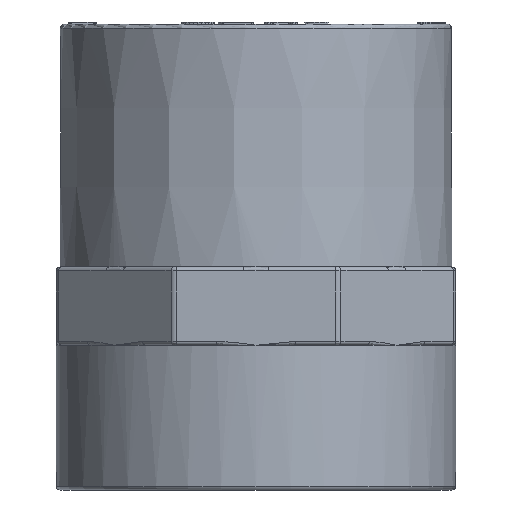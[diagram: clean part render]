
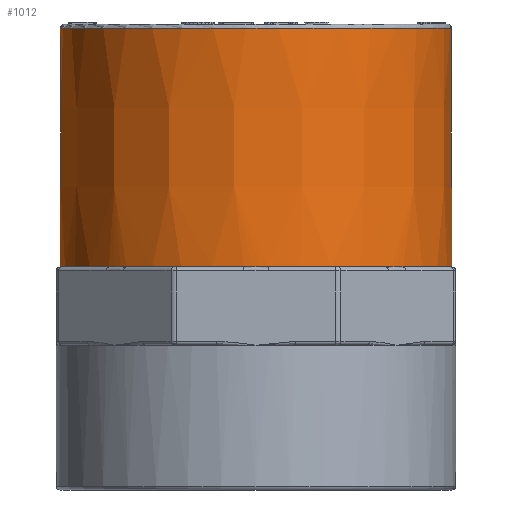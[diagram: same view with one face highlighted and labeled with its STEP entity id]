
A CAD part, left-side view. The second image highlights one B-rep face of the part: STEP entity #1012.
In plain terms, the highlighted conical face has half-angle 0.092 degrees and reference radius 25.05 mm.
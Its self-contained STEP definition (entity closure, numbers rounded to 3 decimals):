
#92=CONICAL_SURFACE('',#15472,25.05,0.092);
#1012=ADVANCED_FACE('',(#4359,#4360),#92,.T.);
#4177=CIRCLE('',#15395,25.05);
#4179=CIRCLE('',#15398,25.05);
#4181=CIRCLE('',#15401,25.05);
#4183=CIRCLE('',#15404,25.05);
#4185=CIRCLE('',#15407,25.05);
#4187=CIRCLE('',#15410,25.05);
#4189=CIRCLE('',#15413,25.05);
#4193=CIRCLE('',#15422,25.001);
#4217=CIRCLE('',#15452,25.05);
#4222=CIRCLE('',#15464,25.05);
#4223=CIRCLE('',#15465,25.05);
#4224=CIRCLE('',#15466,25.05);
#4225=CIRCLE('',#15467,25.05);
#4226=CIRCLE('',#15468,25.05);
#4227=CIRCLE('',#15469,25.05);
#4228=CIRCLE('',#15470,25.05);
#4229=CIRCLE('',#15471,25.05);
#4359=FACE_BOUND('',#4452,.T.);
#4360=FACE_BOUND('',#4453,.T.);
#4452=EDGE_LOOP('',(#5936));
#4453=EDGE_LOOP('',(#5937,#5938,#5939,#5940,#5941,#5942,#5943,#5944,#5945,
#5946,#5947,#5948,#5949,#5950,#5951,#5952));
#5936=ORIENTED_EDGE('',*,*,#12155,.T.);
#5937=ORIENTED_EDGE('',*,*,#12098,.T.);
#5938=ORIENTED_EDGE('',*,*,#12204,.T.);
#5939=ORIENTED_EDGE('',*,*,#12102,.T.);
#5940=ORIENTED_EDGE('',*,*,#12205,.T.);
#5941=ORIENTED_EDGE('',*,*,#12106,.T.);
#5942=ORIENTED_EDGE('',*,*,#12206,.T.);
#5943=ORIENTED_EDGE('',*,*,#12110,.T.);
#5944=ORIENTED_EDGE('',*,*,#12207,.T.);
#5945=ORIENTED_EDGE('',*,*,#12114,.T.);
#5946=ORIENTED_EDGE('',*,*,#12208,.T.);
#5947=ORIENTED_EDGE('',*,*,#12180,.T.);
#5948=ORIENTED_EDGE('',*,*,#12209,.T.);
#5949=ORIENTED_EDGE('',*,*,#12090,.T.);
#5950=ORIENTED_EDGE('',*,*,#12210,.T.);
#5951=ORIENTED_EDGE('',*,*,#12094,.T.);
#5952=ORIENTED_EDGE('',*,*,#12211,.T.);
#10531=VERTEX_POINT('',#22275);
#10532=VERTEX_POINT('',#22276);
#10535=VERTEX_POINT('',#22284);
#10536=VERTEX_POINT('',#22285);
#10539=VERTEX_POINT('',#22293);
#10540=VERTEX_POINT('',#22294);
#10543=VERTEX_POINT('',#22302);
#10544=VERTEX_POINT('',#22303);
#10547=VERTEX_POINT('',#22311);
#10548=VERTEX_POINT('',#22312);
#10551=VERTEX_POINT('',#22320);
#10552=VERTEX_POINT('',#22321);
#10555=VERTEX_POINT('',#22329);
#10556=VERTEX_POINT('',#22330);
#10594=VERTEX_POINT('',#24932);
#10606=VERTEX_POINT('',#24974);
#10607=VERTEX_POINT('',#24976);
#12090=EDGE_CURVE('',#10531,#10532,#4177,.T.);
#12094=EDGE_CURVE('',#10535,#10536,#4179,.T.);
#12098=EDGE_CURVE('',#10539,#10540,#4181,.T.);
#12102=EDGE_CURVE('',#10543,#10544,#4183,.T.);
#12106=EDGE_CURVE('',#10547,#10548,#4185,.T.);
#12110=EDGE_CURVE('',#10551,#10552,#4187,.T.);
#12114=EDGE_CURVE('',#10555,#10556,#4189,.T.);
#12155=EDGE_CURVE('',#10594,#10594,#4193,.T.);
#12180=EDGE_CURVE('',#10607,#10606,#4217,.T.);
#12204=EDGE_CURVE('',#10540,#10543,#4222,.T.);
#12205=EDGE_CURVE('',#10544,#10547,#4223,.T.);
#12206=EDGE_CURVE('',#10548,#10551,#4224,.T.);
#12207=EDGE_CURVE('',#10552,#10555,#4225,.T.);
#12208=EDGE_CURVE('',#10556,#10607,#4226,.T.);
#12209=EDGE_CURVE('',#10606,#10531,#4227,.T.);
#12210=EDGE_CURVE('',#10532,#10535,#4228,.T.);
#12211=EDGE_CURVE('',#10536,#10539,#4229,.T.);
#15395=AXIS2_PLACEMENT_3D('',#22274,#16414,#16415);
#15398=AXIS2_PLACEMENT_3D('',#22283,#16422,#16423);
#15401=AXIS2_PLACEMENT_3D('',#22292,#16430,#16431);
#15404=AXIS2_PLACEMENT_3D('',#22301,#16438,#16439);
#15407=AXIS2_PLACEMENT_3D('',#22310,#16446,#16447);
#15410=AXIS2_PLACEMENT_3D('',#22319,#16454,#16455);
#15413=AXIS2_PLACEMENT_3D('',#22328,#16462,#16463);
#15422=AXIS2_PLACEMENT_3D('',#24931,#16500,#16501);
#15452=AXIS2_PLACEMENT_3D('',#24975,#16561,#16562);
#15464=AXIS2_PLACEMENT_3D('',#25075,#16598,#16599);
#15465=AXIS2_PLACEMENT_3D('',#25076,#16600,#16601);
#15466=AXIS2_PLACEMENT_3D('',#25077,#16602,#16603);
#15467=AXIS2_PLACEMENT_3D('',#25078,#16604,#16605);
#15468=AXIS2_PLACEMENT_3D('',#25079,#16606,#16607);
#15469=AXIS2_PLACEMENT_3D('',#25080,#16608,#16609);
#15470=AXIS2_PLACEMENT_3D('',#25081,#16610,#16611);
#15471=AXIS2_PLACEMENT_3D('',#25082,#16612,#16613);
#15472=AXIS2_PLACEMENT_3D('',#25083,#16614,#16615);
#16414=DIRECTION('',(0.,0.,1.));
#16415=DIRECTION('',(0.,-1.,0.));
#16422=DIRECTION('',(0.,0.,1.));
#16423=DIRECTION('',(0.,-1.,0.));
#16430=DIRECTION('',(0.,0.,1.));
#16431=DIRECTION('',(0.,-1.,0.));
#16438=DIRECTION('',(0.,0.,1.));
#16439=DIRECTION('',(0.,-1.,0.));
#16446=DIRECTION('',(0.,0.,1.));
#16447=DIRECTION('',(0.,-1.,0.));
#16454=DIRECTION('',(0.,0.,1.));
#16455=DIRECTION('',(0.,-1.,0.));
#16462=DIRECTION('',(0.,0.,1.));
#16463=DIRECTION('',(0.,-1.,0.));
#16500=DIRECTION('',(0.,0.,-1.));
#16501=DIRECTION('',(0.,1.,0.));
#16561=DIRECTION('',(0.,0.,1.));
#16562=DIRECTION('',(0.,-1.,0.));
#16598=DIRECTION('',(0.,0.,1.));
#16599=DIRECTION('',(0.,-1.,0.));
#16600=DIRECTION('',(0.,0.,1.));
#16601=DIRECTION('',(0.,-1.,0.));
#16602=DIRECTION('',(0.,0.,1.));
#16603=DIRECTION('',(0.,-1.,0.));
#16604=DIRECTION('',(0.,0.,1.));
#16605=DIRECTION('',(0.,-1.,0.));
#16606=DIRECTION('',(0.,0.,1.));
#16607=DIRECTION('',(0.,-1.,0.));
#16608=DIRECTION('',(0.,0.,1.));
#16609=DIRECTION('',(0.,-1.,0.));
#16610=DIRECTION('',(0.,0.,1.));
#16611=DIRECTION('',(0.,-1.,0.));
#16612=DIRECTION('',(0.,0.,1.));
#16613=DIRECTION('',(0.,-1.,0.));
#16614=DIRECTION('',(0.,0.,-1.));
#16615=DIRECTION('',(0.,-1.,0.));
#22274=CARTESIAN_POINT('',(101.,423.5,14.504));
#22275=CARTESIAN_POINT('',(76.,421.918,14.504));
#22276=CARTESIAN_POINT('',(82.204,406.941,14.504));
#22283=CARTESIAN_POINT('',(101.,423.5,14.504));
#22284=CARTESIAN_POINT('',(84.441,404.704,14.504));
#22285=CARTESIAN_POINT('',(99.418,398.5,14.504));
#22292=CARTESIAN_POINT('',(101.,423.5,14.504));
#22293=CARTESIAN_POINT('',(102.582,398.5,14.504));
#22294=CARTESIAN_POINT('',(117.559,404.704,14.504));
#22301=CARTESIAN_POINT('',(101.,423.5,14.504));
#22302=CARTESIAN_POINT('',(119.796,406.941,14.504));
#22303=CARTESIAN_POINT('',(126.,421.918,14.504));
#22310=CARTESIAN_POINT('',(101.,423.5,14.504));
#22311=CARTESIAN_POINT('',(126.,425.082,14.504));
#22312=CARTESIAN_POINT('',(119.796,440.059,14.504));
#22319=CARTESIAN_POINT('',(101.,423.5,14.504));
#22320=CARTESIAN_POINT('',(117.559,442.296,14.504));
#22321=CARTESIAN_POINT('',(102.582,448.5,14.504));
#22328=CARTESIAN_POINT('',(101.,423.5,14.504));
#22329=CARTESIAN_POINT('',(99.418,448.5,14.504));
#22330=CARTESIAN_POINT('',(84.441,442.296,14.504));
#24931=CARTESIAN_POINT('',(101.,423.5,45.005));
#24932=CARTESIAN_POINT('',(101.,448.501,45.005));
#24974=CARTESIAN_POINT('',(76.,425.082,14.504));
#24975=CARTESIAN_POINT('',(101.,423.5,14.504));
#24976=CARTESIAN_POINT('',(82.204,440.059,14.504));
#25075=CARTESIAN_POINT('',(101.,423.5,14.504));
#25076=CARTESIAN_POINT('',(101.,423.5,14.504));
#25077=CARTESIAN_POINT('',(101.,423.5,14.504));
#25078=CARTESIAN_POINT('',(101.,423.5,14.504));
#25079=CARTESIAN_POINT('',(101.,423.5,14.504));
#25080=CARTESIAN_POINT('',(101.,423.5,14.504));
#25081=CARTESIAN_POINT('',(101.,423.5,14.504));
#25082=CARTESIAN_POINT('',(101.,423.5,14.504));
#25083=CARTESIAN_POINT('',(101.,423.5,14.504));
